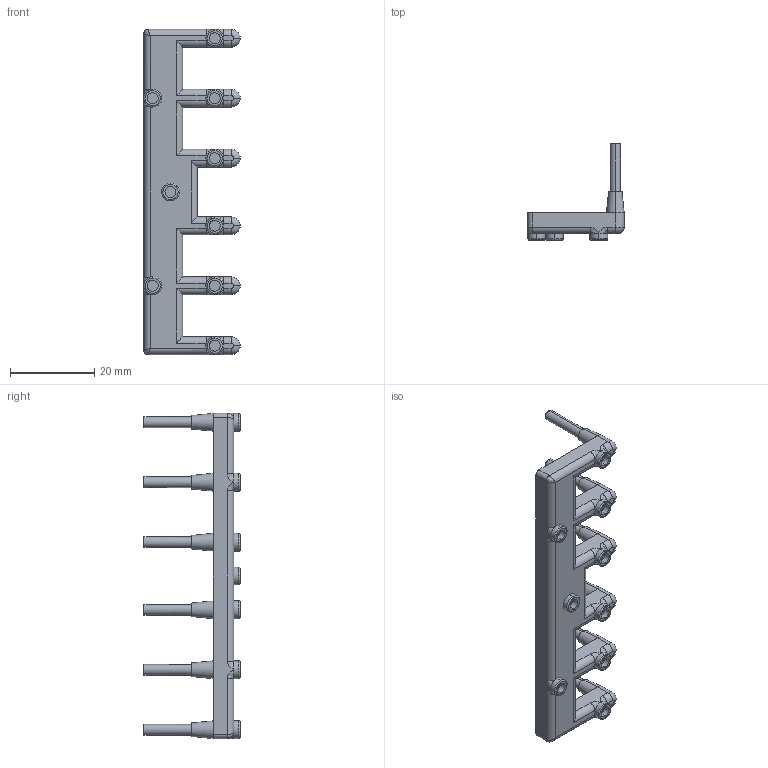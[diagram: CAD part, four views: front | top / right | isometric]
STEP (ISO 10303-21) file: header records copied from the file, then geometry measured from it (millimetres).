
FILE_DESCRIPTION (( 'STEP AP203' ), '1' );
FILE_NAME ('EC-R1.step', '2020-08-11T10:52:32', ( '' ), ( '' ), 'SwSTEP 2.0', 'SolidWorks 2019', '' );
FILE_SCHEMA (( 'CONFIG_CONTROL_DESIGN' ));
Length unit declared in the file: inch
Products named in the file (1): EC-R1
Bounding box: 22.8 x 22.75 x 77 mm (x, y, z)
Volume: 5931.7 mm3; surface area: 4656.8 mm2
Topology: 1 solids, 1 shells, 222 faces, 518 edges, 284 vertices
Faces by surface type: bspline 78, cylinder 64, plane 56, cone 12, torus 12
Entity records: 10544 total; most frequent: CARTESIAN_POINT 6238, ORIENTED_EDGE 976, DIRECTION 774, EDGE_CURVE 488, AXIS2_PLACEMENT_3D 300, VERTEX_POINT 284, EDGE_LOOP 238, ADVANCED_FACE 222
